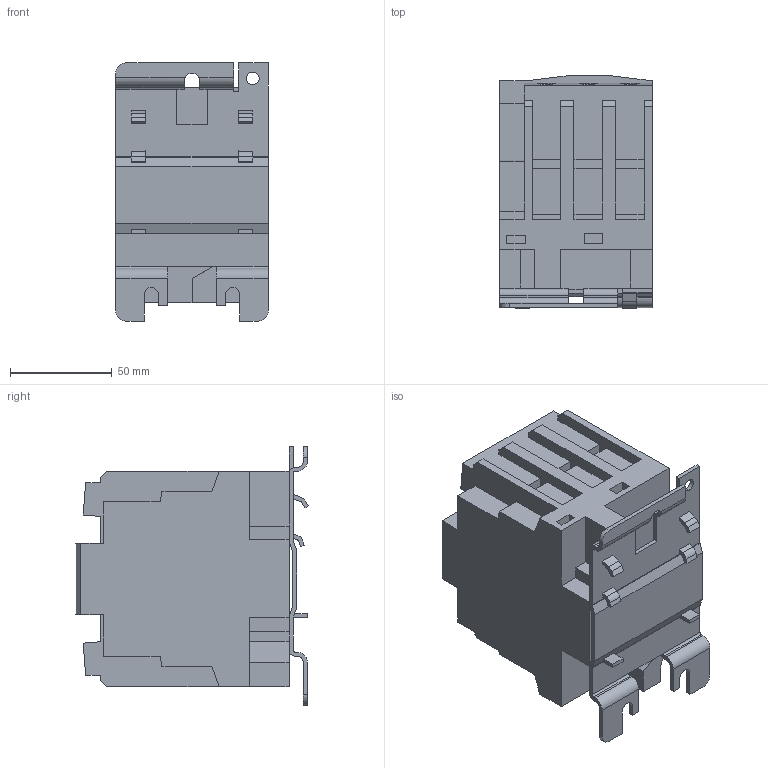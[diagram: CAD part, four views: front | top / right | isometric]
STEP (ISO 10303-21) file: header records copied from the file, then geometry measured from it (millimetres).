
FILE_DESCRIPTION (( 'STEP AP203' ), '1' );
FILE_NAME ('Êîíòàêòîð ÊÌÝ ìàëîãàáàðèòíûé 50À 1NO+1NC 380Â (ctr-s-50-380).STEP', '2020-09-17T06:47:59', ( '' ), ( '' ), 'SwSTEP 2.0', 'SolidWorks 2019', '' );
FILE_SCHEMA (( 'CONFIG_CONTROL_DESIGN' ));
Length unit declared in the file: millimetre
Products named in the file (1): Êîíòàêòîð ÊÌÝ ìàëîãàáàðèòíûé 50À 1NO+1NC  380Â (ctr-s-50-380)
Bounding box: 75 x 114.48 x 127 mm (x, y, z)
Volume: 655867.4 mm3; surface area: 82987.6 mm2
Topology: 1 solids, 1 shells, 272 faces, 769 edges, 508 vertices
Faces by surface type: plane 222, cylinder 50
Entity records: 8804 total; most frequent: CARTESIAN_POINT 1616, ORIENTED_EDGE 1538, DIRECTION 1391, EDGE_CURVE 769, VECTOR 661, LINE 661, VERTEX_POINT 508, AXIS2_PLACEMENT_3D 365
